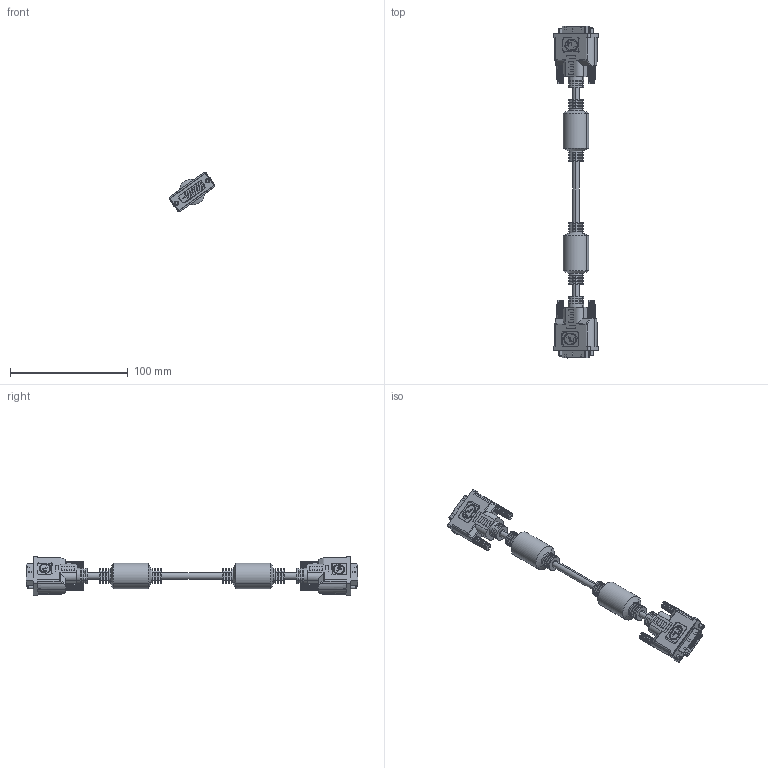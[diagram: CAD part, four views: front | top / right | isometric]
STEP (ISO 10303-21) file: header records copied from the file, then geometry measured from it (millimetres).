
FILE_DESCRIPTION (( 'STEP AP203' ), '1' );
FILE_NAME ('CTLDVI-DL-MM.STEP', '2006-06-23T18:30:43', ( 'lcom' ), ( 'lcom' ), 'SwSTEP 2.0', 'SolidWorks 2006004', '' );
FILE_SCHEMA (( 'CONFIG_CONTROL_DESIGN' ));
Length unit declared in the file: inch
Products named in the file (9): MTN-083-MA2; MTN-083-MA1; CTLDVI-DL-MM; 3AB14-014; 3AB14-013; MTN-083; 3AA07-026; 3AC04-006; 3AC03-027_7" long
Assembly tree (11 placements, depth 4):
  CTLDVI-DL-MM
    3AB14-014  x2
      3AB14-013
      MTN-083
        MTN-083-MA2
        MTN-083-MA1
      3AA07-026
    3AC04-006  x2
    3AC03-027_7" long
Bounding box: 39.01 x 282.42 x 33.52 mm (x, y, z)
Volume: 70166.5 mm3; surface area: 33934.4 mm2
Topology: 13 solids, 15 shells, 1634 faces, 4032 edges, 2612 vertices
Faces by surface type: plane 986, bspline 330, cylinder 302, cone 16
Entity records: 26648 total; most frequent: CARTESIAN_POINT 9259, ORIENTED_EDGE 3478, DIRECTION 3089, EDGE_CURVE 1739, LINE 1317, VECTOR 1317, VERTEX_POINT 1138, AXIS2_PLACEMENT_3D 886
